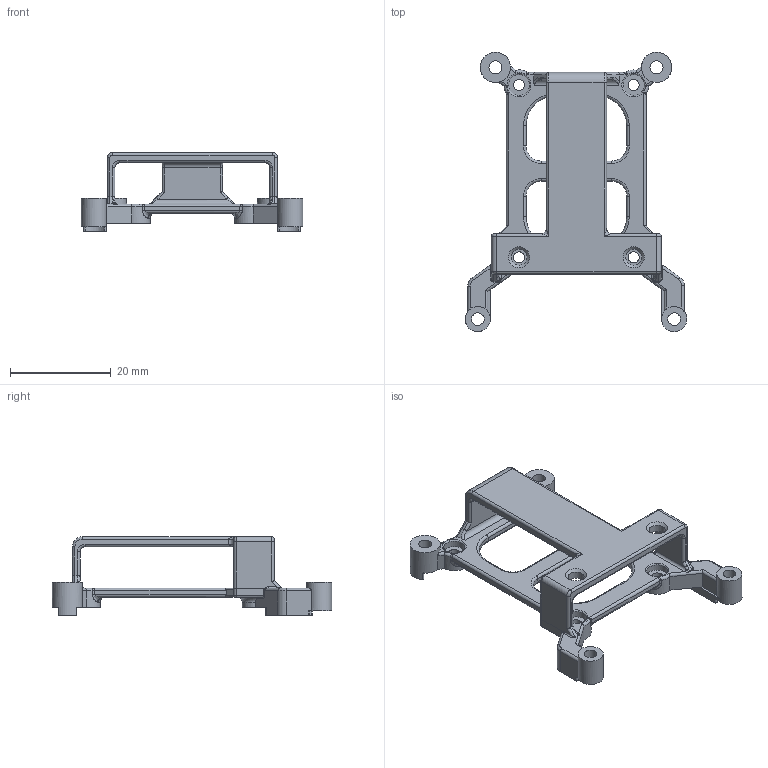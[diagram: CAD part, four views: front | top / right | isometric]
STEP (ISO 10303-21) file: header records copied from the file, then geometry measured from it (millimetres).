
FILE_DESCRIPTION(/* description */ (''),/* implementation_level */ '2;1');
FILE_NAME(/* name */ 'FreeSK8-Bruce-Battery-Frame-v1.2.stp',/* time_stamp */ '2021-06-08T20:25:38-07:00',/* author */ ('andre'),/* organization */ (''),/* preprocessor_version */ 'ST-DEVELOPER v17',/* originating_system */ 'Autodesk Inventor 2019',/* authorisation */ '');
FILE_SCHEMA (('AUTOMOTIVE_DESIGN { 1 0 10303 214 3 1 1 }'));
Length unit declared in the file: millimetre
Products named in the file (1): FreeSK8-Remote-Battery-Frame-v1.2
Bounding box: 44 x 55.5 x 15.64 mm (x, y, z)
Volume: 3736.3 mm3; surface area: 4899.5 mm2
Topology: 1 solids, 1 shells, 312 faces, 782 edges, 460 vertices
Faces by surface type: cylinder 146, plane 74, bspline 48, torus 42, cone 2
Full cylindrical faces by diameter (mm): 2.2 x4, 2.5 x2, 2.6 x2, 3.2 x2, 4.2 x4, 5 x2, 6 x2
Entity records: 10679 total; most frequent: CARTESIAN_POINT 3264, DIRECTION 1578, ORIENTED_EDGE 1540, EDGE_CURVE 770, AXIS2_PLACEMENT_3D 622, VERTEX_POINT 460, EDGE_LOOP 340, LINE 334
